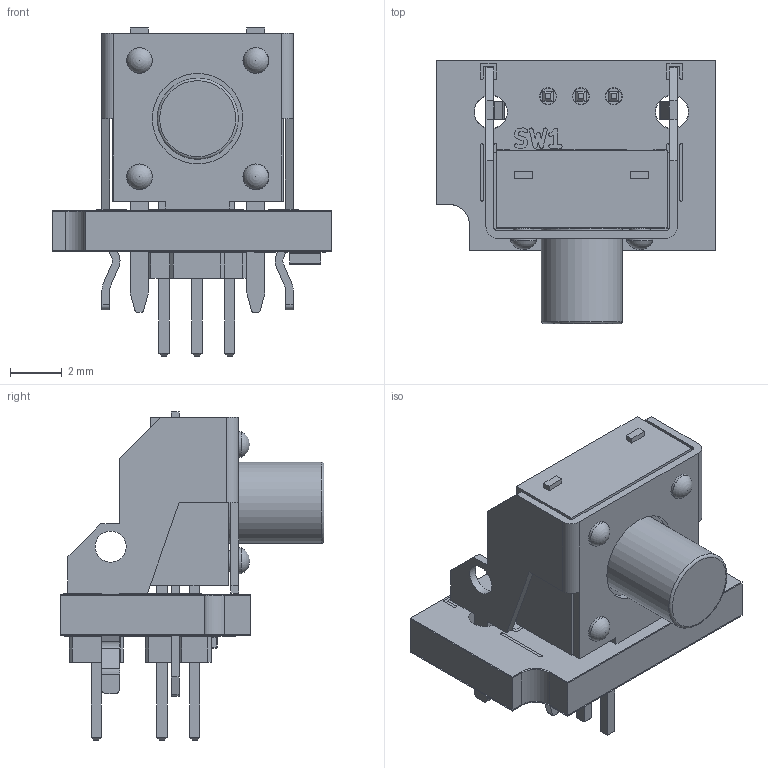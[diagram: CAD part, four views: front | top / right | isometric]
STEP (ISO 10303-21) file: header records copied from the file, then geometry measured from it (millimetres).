
FILE_DESCRIPTION(('KiCad electronic assembly'),'2;1');
FILE_NAME('smol.step','2025-09-04T21:11:43',('Pcbnew'),('Kicad'), 'Open CASCADE STEP processor 7.6','KiCad to STEP converter','Unknown' );
FILE_SCHEMA(('AUTOMOTIVE_DESIGN { 1 0 10303 214 1 1 1 1 }'));
Length unit declared in the file: millimetre
Products named in the file (10): smol 1; SW_Tactile_SPST_Angled_PTS645Vx58-2LFS; R_0805_2012Metric; PinHeader_1x03_P1.27mm_Vertical; PinHeader_1x02_P1.27mm_Vertical; 50mil_PTS645_module_silkscreen; 50mil_PTS645_module_soldermask; 50mil_PTS645_module_PCB
Assembly tree (9 placements, depth 2):
  smol 1
    SW_Tactile_SPST_Angled_PTS645Vx58-2LFS
    R_0805_2012Metric
    PinHeader_1x03_P1.27mm_Vertical
    PinHeader_1x02_P1.27mm_Vertical
    50mil_PTS645_module_silkscreen
    50mil_PTS645_module_silkscreen
    50mil_PTS645_module_soldermask
    50mil_PTS645_module_soldermask
    50mil_PTS645_module_PCB
Bounding box: 10.79 x 10.2 x 12.69 mm (x, y, z)
Volume: 312.3 mm3; surface area: 897.3 mm2
Topology: 5 solids, 29 shells, 326 faces, 1037 edges, 770 vertices
Faces by surface type: plane 267, cylinder 54, sphere 4, torus 1
Full cylindrical faces by diameter (mm): 0.65 x5, 0.8 x4, 0.99 x2, 1 x4, 1.2 x2, 1.3 x2, 3.14 x1, 3.5 x1
Entity records: 11946 total; most frequent: CARTESIAN_POINT 2139, DIRECTION 1926, ORIENTED_EDGE 1789, EDGE_CURVE 1033, LINE 812, VECTOR 812, VERTEX_POINT 770, AXIS2_PLACEMENT_3D 557
